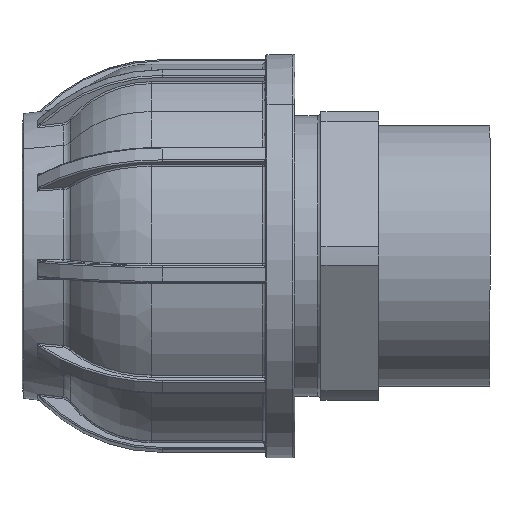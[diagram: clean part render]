
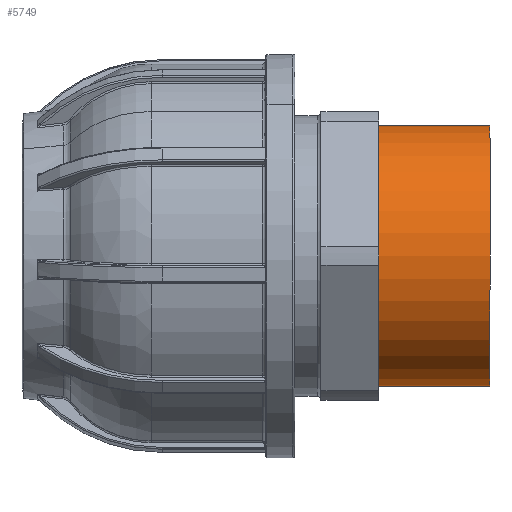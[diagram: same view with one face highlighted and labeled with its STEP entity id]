
A CAD part, front view. The second image highlights one B-rep face of the part: STEP entity #5749.
In plain terms, the highlighted cylindrical face has radius 34 mm (diameter 68 mm), a partial arc.
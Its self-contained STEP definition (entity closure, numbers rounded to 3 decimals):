
#5063 = EDGE_CURVE ( 'NONE', #19487, #19486, #22377, .T. ) ;
#5064 = EDGE_CURVE ( 'NONE', #19488, #19487, #5855, .T. ) ;
#5065 = EDGE_CURVE ( 'NONE', #19485, #19486, #5853, .T. ) ;
#5066 = EDGE_CURVE ( 'NONE', #19488, #19485, #22378, .T. ) ;
#5749 = ADVANCED_FACE ( 'NONE', ( #22579 ), #22580, .T. ) ;
#5853 = CIRCLE ( 'NONE', #5859, 34. ) ;
#5855 = CIRCLE ( 'NONE', #5857, 34. ) ;
#5856 = VECTOR ( 'NONE', #32677, 1000. ) ;
#5857 = AXIS2_PLACEMENT_3D ( 'NONE', #32680, #32682, #32684 ) ;
#5859 = AXIS2_PLACEMENT_3D ( 'NONE', #32687, #32689, #32691 ) ;
#5861 = VECTOR ( 'NONE', #32696, 1000. ) ;
#9617 = AXIS2_PLACEMENT_3D ( 'NONE', #10551, #10552, #10553 ) ;
#10551 = CARTESIAN_POINT ( 'NONE',  ( -29., -90.301, 0. ) ) ;
#10552 = DIRECTION ( 'NONE',  ( -1., 0., 0. ) ) ;
#10553 = DIRECTION ( 'NONE',  ( 0., 0., -1. ) ) ;
#15602 = CARTESIAN_POINT ( 'NONE',  ( -29., -90.301, -34. ) ) ;
#15603 = CARTESIAN_POINT ( 'NONE',  ( -29., -90.301, 34. ) ) ;
#15604 = CARTESIAN_POINT ( 'NONE',  ( 0., -90.301, 34. ) ) ;
#15605 = CARTESIAN_POINT ( 'NONE',  ( 0., -90.301, -34. ) ) ;
#19180 = EDGE_LOOP ( 'NONE', ( #26522, #26525, #26524, #26526 ) ) ;
#19485 = VERTEX_POINT ( 'NONE', #15602 ) ;
#19486 = VERTEX_POINT ( 'NONE', #15603 ) ;
#19487 = VERTEX_POINT ( 'NONE', #15604 ) ;
#19488 = VERTEX_POINT ( 'NONE', #15605 ) ;
#22377 = LINE ( 'NONE', #32675, #5856 ) ;
#22378 = LINE ( 'NONE', #32694, #5861 ) ;
#22579 = FACE_OUTER_BOUND ( 'NONE', #19180, .T. ) ;
#22580 = CYLINDRICAL_SURFACE ( 'NONE', #9617, 34. ) ;
#26522 = ORIENTED_EDGE ( 'NONE', *, *, #5064, .T. ) ;
#26524 = ORIENTED_EDGE ( 'NONE', *, *, #5065, .F. ) ;
#26525 = ORIENTED_EDGE ( 'NONE', *, *, #5063, .T. ) ;
#26526 = ORIENTED_EDGE ( 'NONE', *, *, #5066, .F. ) ;
#32675 = CARTESIAN_POINT ( 'NONE',  ( -29., -90.301, 34. ) ) ;
#32677 = DIRECTION ( 'NONE',  ( -1., 0., 0. ) ) ;
#32680 = CARTESIAN_POINT ( 'NONE',  ( 0., -90.301, 0. ) ) ;
#32682 = DIRECTION ( 'NONE',  ( -1., 0., 0. ) ) ;
#32684 = DIRECTION ( 'NONE',  ( 0., 0., -1. ) ) ;
#32687 = CARTESIAN_POINT ( 'NONE',  ( -29., -90.301, 0. ) ) ;
#32689 = DIRECTION ( 'NONE',  ( -1., 0., 0. ) ) ;
#32691 = DIRECTION ( 'NONE',  ( 0., 0., -1. ) ) ;
#32694 = CARTESIAN_POINT ( 'NONE',  ( -29., -90.301, -34. ) ) ;
#32696 = DIRECTION ( 'NONE',  ( -1., 0., 0. ) ) ;
